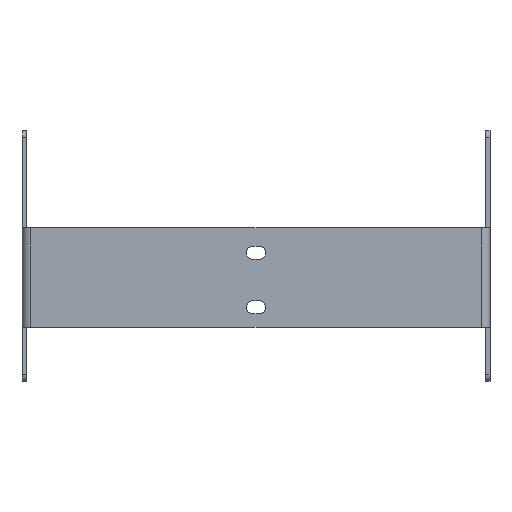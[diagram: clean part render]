
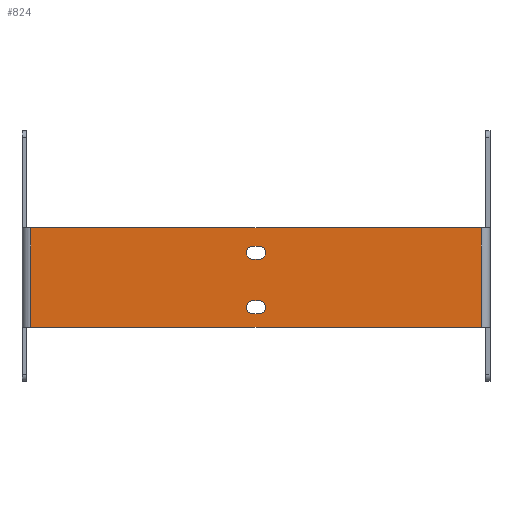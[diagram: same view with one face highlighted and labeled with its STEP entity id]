
A CAD part, front view. The second image highlights one B-rep face of the part: STEP entity #824.
In plain terms, the highlighted planar face has unit normal (0, -1, 0).
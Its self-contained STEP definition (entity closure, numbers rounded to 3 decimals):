
#23=FACE_BOUND('',#143,.T.);
#24=FACE_BOUND('',#144,.T.);
#46=PLANE('',#916);
#88=FACE_OUTER_BOUND('',#142,.T.);
#142=EDGE_LOOP('',(#709,#710,#711,#712));
#143=EDGE_LOOP('',(#713,#714,#715,#716));
#144=EDGE_LOOP('',(#717,#718,#719,#720));
#201=LINE('',#1328,#277);
#208=LINE('',#1349,#284);
#213=LINE('',#1365,#289);
#215=LINE('',#1368,#291);
#216=LINE('',#1373,#292);
#217=LINE('',#1376,#293);
#218=LINE('',#1379,#294);
#219=LINE('',#1383,#295);
#277=VECTOR('',#1077,10.);
#284=VECTOR('',#1104,10.);
#289=VECTOR('',#1127,10.);
#291=VECTOR('',#1131,10.);
#292=VECTOR('',#1134,10.);
#293=VECTOR('',#1137,10.);
#294=VECTOR('',#1138,10.);
#295=VECTOR('',#1141,10.);
#341=CIRCLE('',#917,3.);
#342=CIRCLE('',#918,3.);
#343=CIRCLE('',#919,3.);
#344=CIRCLE('',#920,3.);
#397=VERTEX_POINT('',#1325);
#398=VERTEX_POINT('',#1327);
#401=VERTEX_POINT('',#1346);
#402=VERTEX_POINT('',#1348);
#405=VERTEX_POINT('',#1369);
#406=VERTEX_POINT('',#1370);
#407=VERTEX_POINT('',#1372);
#408=VERTEX_POINT('',#1374);
#409=VERTEX_POINT('',#1377);
#410=VERTEX_POINT('',#1378);
#411=VERTEX_POINT('',#1380);
#412=VERTEX_POINT('',#1382);
#490=EDGE_CURVE('',#398,#397,#201,.T.);
#501=EDGE_CURVE('',#402,#401,#208,.T.);
#509=EDGE_CURVE('',#401,#398,#213,.T.);
#511=EDGE_CURVE('',#397,#402,#215,.T.);
#512=EDGE_CURVE('',#405,#406,#341,.T.);
#513=EDGE_CURVE('',#406,#407,#216,.T.);
#514=EDGE_CURVE('',#407,#408,#342,.T.);
#515=EDGE_CURVE('',#408,#405,#217,.T.);
#516=EDGE_CURVE('',#409,#410,#218,.T.);
#517=EDGE_CURVE('',#410,#411,#343,.T.);
#518=EDGE_CURVE('',#411,#412,#219,.T.);
#519=EDGE_CURVE('',#412,#409,#344,.T.);
#709=ORIENTED_EDGE('',*,*,#490,.T.);
#710=ORIENTED_EDGE('',*,*,#511,.T.);
#711=ORIENTED_EDGE('',*,*,#501,.T.);
#712=ORIENTED_EDGE('',*,*,#509,.T.);
#713=ORIENTED_EDGE('',*,*,#512,.T.);
#714=ORIENTED_EDGE('',*,*,#513,.T.);
#715=ORIENTED_EDGE('',*,*,#514,.T.);
#716=ORIENTED_EDGE('',*,*,#515,.T.);
#717=ORIENTED_EDGE('',*,*,#516,.T.);
#718=ORIENTED_EDGE('',*,*,#517,.T.);
#719=ORIENTED_EDGE('',*,*,#518,.T.);
#720=ORIENTED_EDGE('',*,*,#519,.T.);
#824=ADVANCED_FACE('',(#88,#23,#24),#46,.F.);
#916=AXIS2_PLACEMENT_3D('',#1367,#1129,#1130);
#917=AXIS2_PLACEMENT_3D('',#1371,#1132,#1133);
#918=AXIS2_PLACEMENT_3D('',#1375,#1135,#1136);
#919=AXIS2_PLACEMENT_3D('',#1381,#1139,#1140);
#920=AXIS2_PLACEMENT_3D('',#1384,#1142,#1143);
#1077=DIRECTION('',(0.,0.,1.));
#1104=DIRECTION('',(0.,0.,-1.));
#1127=DIRECTION('',(1.,0.,0.));
#1129=DIRECTION('center_axis',(0.,1.,0.));
#1130=DIRECTION('ref_axis',(1.,0.,0.));
#1131=DIRECTION('',(-1.,0.,0.));
#1132=DIRECTION('center_axis',(0.,1.,0.));
#1133=DIRECTION('ref_axis',(0.,0.,-1.));
#1134=DIRECTION('',(1.,0.,0.));
#1135=DIRECTION('center_axis',(0.,1.,0.));
#1136=DIRECTION('ref_axis',(0.,0.,1.));
#1137=DIRECTION('',(-1.,0.,0.));
#1138=DIRECTION('',(1.,0.,0.));
#1139=DIRECTION('center_axis',(0.,1.,0.));
#1140=DIRECTION('ref_axis',(0.,0.,1.));
#1141=DIRECTION('',(-1.,0.,0.));
#1142=DIRECTION('center_axis',(0.,1.,0.));
#1143=DIRECTION('ref_axis',(0.,0.,-1.));
#1325=CARTESIAN_POINT('',(104.5,81.5,83.));
#1327=CARTESIAN_POINT('',(104.5,81.5,37.));
#1328=CARTESIAN_POINT('',(104.5,81.5,71.5));
#1346=CARTESIAN_POINT('',(-104.5,81.5,37.));
#1348=CARTESIAN_POINT('',(-104.5,81.5,83.));
#1349=CARTESIAN_POINT('',(-104.5,81.5,48.5));
#1365=CARTESIAN_POINT('',(-108.5,81.5,37.));
#1367=CARTESIAN_POINT('Origin',(0.,81.5,60.));
#1368=CARTESIAN_POINT('',(108.5,81.5,83.));
#1369=CARTESIAN_POINT('',(-1.5,81.5,43.2));
#1370=CARTESIAN_POINT('',(-1.5,81.5,49.2));
#1371=CARTESIAN_POINT('Origin',(-1.5,81.5,46.2));
#1372=CARTESIAN_POINT('',(1.5,81.5,49.2));
#1373=CARTESIAN_POINT('',(-1.5,81.5,49.2));
#1374=CARTESIAN_POINT('',(1.5,81.5,43.2));
#1375=CARTESIAN_POINT('Origin',(1.5,81.5,46.2));
#1376=CARTESIAN_POINT('',(1.5,81.5,43.2));
#1377=CARTESIAN_POINT('',(-1.5,81.5,74.5));
#1378=CARTESIAN_POINT('',(1.5,81.5,74.5));
#1379=CARTESIAN_POINT('',(-1.5,81.5,74.5));
#1380=CARTESIAN_POINT('',(1.5,81.5,68.5));
#1381=CARTESIAN_POINT('Origin',(1.5,81.5,71.5));
#1382=CARTESIAN_POINT('',(-1.5,81.5,68.5));
#1383=CARTESIAN_POINT('',(1.5,81.5,68.5));
#1384=CARTESIAN_POINT('Origin',(-1.5,81.5,71.5));
